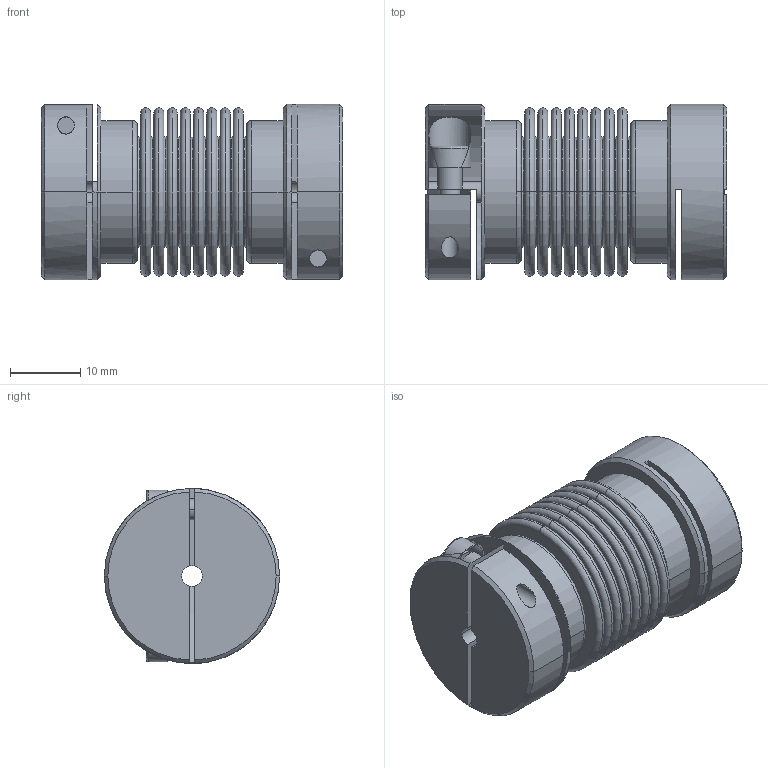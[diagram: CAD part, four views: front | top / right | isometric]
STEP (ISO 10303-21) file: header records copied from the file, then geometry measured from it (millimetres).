
FILE_DESCRIPTION(('STEP AP214'),'1');
FILE_NAME('ha-co_products_mkj-20_-_3h7_-_3h7.stp','2019-08-20T04:34:57',('TraceParts'),('TraceParts S.A.'),'Spatial InterOp 3D',' ',' ');
FILE_SCHEMA(('AUTOMOTIVE_DESIGN { 1 0 10303 214 1 1 1 1 }'));
Length unit declared in the file: millimetre
Products named in the file (1): ha-co_products_mkj-20_-_3h7_-_3h7
Bounding box: 43 x 25 x 25 mm (x, y, z)
Volume: 12779.6 mm3; surface area: 15552.2 mm2
Topology: 1 solids, 1 shells, 288 faces, 716 edges, 470 vertices
Faces by surface type: torus 152, plane 82, cylinder 40, cone 14
Entity records: 11575 total; most frequent: CARTESIAN_POINT 1912, DIRECTION 1824, ORIENTED_EDGE 1416, AXIS2_PLACEMENT_3D 851, EDGE_CURVE 708, CIRCLE 562, VERTEX_POINT 466, EDGE_LOOP 338
